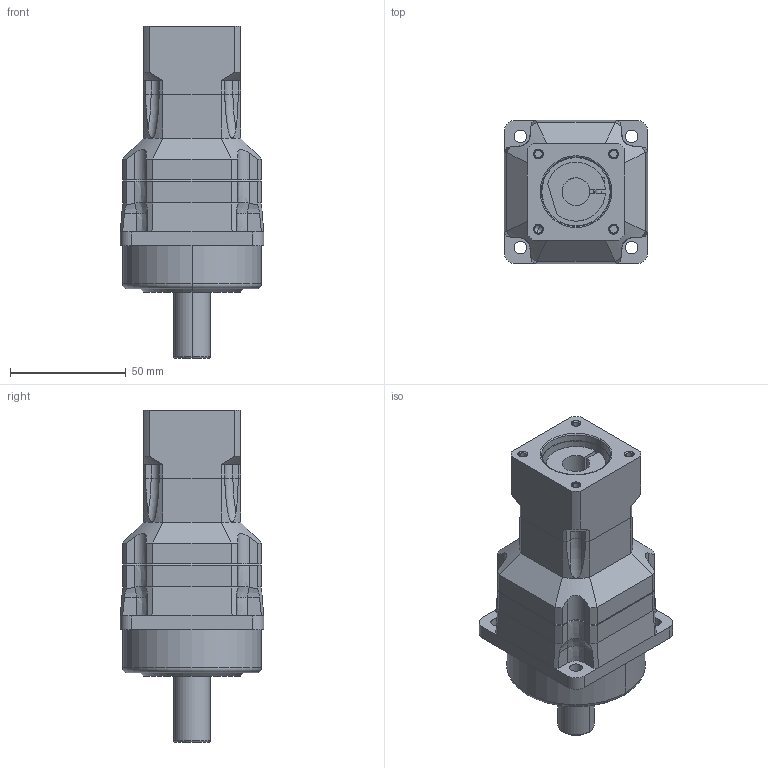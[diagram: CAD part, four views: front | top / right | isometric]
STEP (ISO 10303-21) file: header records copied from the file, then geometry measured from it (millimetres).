
FILE_DESCRIPTION((''),'2;1');
FILE_NAME('AF0602-P0401100102_ASM','2008-10-31T',('d00080'),(''),'PRO/ENGINEER BY PARAMETRIC TECHNOLOGY CORPORATION, 2006170','PRO/ENGINEER BY PARAMETRIC TECHNOLOGY CORPORATION, 2006170','');
FILE_SCHEMA(('CONFIG_CONTROL_DESIGN'));
Length unit declared in the file: millimetre
Products named in the file (4): AF0602; AB0602-1; P0401100102; AF0602-P0401100102_ASM
Assembly tree (3 placements, depth 2):
  AF0602-P0401100102_ASM
    AF0602
    AB0602-1
    P0401100102
Bounding box: 62 x 62 x 143.5 mm (x, y, z)
Volume: 269013.5 mm3; surface area: 44820.2 mm2
Topology: 3 solids, 8 shells, 295 faces, 725 edges, 450 vertices
Faces by surface type: plane 114, cylinder 97, bspline 36, cone 36, torus 12
Entity records: 9971 total; most frequent: CARTESIAN_POINT 2999, DIRECTION 1423, ORIENTED_EDGE 1420, EDGE_CURVE 721, AXIS2_PLACEMENT_3D 537, VERTEX_POINT 450, VECTOR 349, LINE 349
